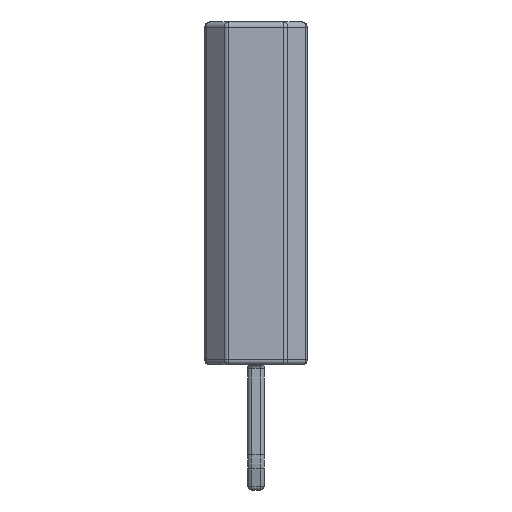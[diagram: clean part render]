
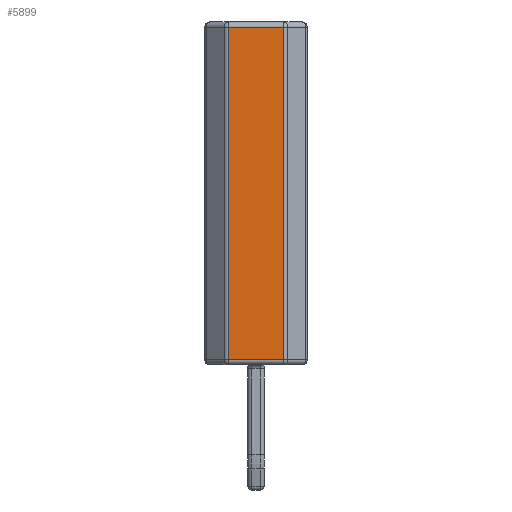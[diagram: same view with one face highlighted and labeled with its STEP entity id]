
A CAD part, left-side view. The second image highlights one B-rep face of the part: STEP entity #5899.
In plain terms, the highlighted planar face has unit normal (-1, 0, 0).
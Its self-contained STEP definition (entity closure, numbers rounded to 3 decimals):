
#5241 = CYLINDRICAL_SURFACE('',#5242,0.125);
#5242 = AXIS2_PLACEMENT_3D('',#5243,#5244,#5245);
#5243 = CARTESIAN_POINT('',(-1.145,0.692,0.));
#5244 = DIRECTION('',(0.,0.,1.));
#5245 = DIRECTION('',(-0.707,0.707,0.));
#5346 = VERTEX_POINT('',#5347);
#5347 = CARTESIAN_POINT('',(-1.27,0.692,0.125));
#5374 = EDGE_CURVE('',#5346,#5375,#5377,.T.);
#5375 = VERTEX_POINT('',#5376);
#5376 = CARTESIAN_POINT('',(-1.27,0.692,8.375));
#5377 = SURFACE_CURVE('',#5378,(#5382,#5389),.PCURVE_S1.);
#5378 = LINE('',#5379,#5380);
#5379 = CARTESIAN_POINT('',(-1.27,0.692,0.));
#5380 = VECTOR('',#5381,1.);
#5381 = DIRECTION('',(0.,0.,1.));
#5382 = PCURVE('',#5241,#5383);
#5383 = DEFINITIONAL_REPRESENTATION('',(#5384),#5388);
#5384 = LINE('',#5385,#5386);
#5385 = CARTESIAN_POINT('',(0.785,0.));
#5386 = VECTOR('',#5387,1.);
#5387 = DIRECTION('',(0.,1.));
#5388 = ( GEOMETRIC_REPRESENTATION_CONTEXT(2) 
PARAMETRIC_REPRESENTATION_CONTEXT() REPRESENTATION_CONTEXT('2D SPACE',''
  ) );
#5389 = PCURVE('',#5390,#5395);
#5390 = PLANE('',#5391);
#5391 = AXIS2_PLACEMENT_3D('',#5392,#5393,#5394);
#5392 = CARTESIAN_POINT('',(-1.27,-0.744,0.));
#5393 = DIRECTION('',(-1.,0.,0.));
#5394 = DIRECTION('',(0.,1.,0.));
#5395 = DEFINITIONAL_REPRESENTATION('',(#5396),#5400);
#5396 = LINE('',#5397,#5398);
#5397 = CARTESIAN_POINT('',(1.436,0.));
#5398 = VECTOR('',#5399,1.);
#5399 = DIRECTION('',(0.,-1.));
#5400 = ( GEOMETRIC_REPRESENTATION_CONTEXT(2) 
PARAMETRIC_REPRESENTATION_CONTEXT() REPRESENTATION_CONTEXT('2D SPACE',''
  ) );
#5604 = CYLINDRICAL_SURFACE('',#5605,0.125);
#5605 = AXIS2_PLACEMENT_3D('',#5606,#5607,#5608);
#5606 = CARTESIAN_POINT('',(-1.145,-0.744,8.375));
#5607 = DIRECTION('',(0.,1.,0.));
#5608 = DIRECTION('',(-1.,0.,0.));
#5886 = CYLINDRICAL_SURFACE('',#5887,0.125);
#5887 = AXIS2_PLACEMENT_3D('',#5888,#5889,#5890);
#5888 = CARTESIAN_POINT('',(-1.145,-0.744,0.125));
#5889 = DIRECTION('',(0.,1.,0.));
#5890 = DIRECTION('',(-1.,0.,0.));
#5899 = ADVANCED_FACE('',(#5900),#5390,.T.);
#5900 = FACE_BOUND('',#5901,.T.);
#5901 = EDGE_LOOP('',(#5902,#5925,#5926,#5949));
#5902 = ORIENTED_EDGE('',*,*,#5903,.T.);
#5903 = EDGE_CURVE('',#5904,#5375,#5906,.T.);
#5904 = VERTEX_POINT('',#5905);
#5905 = CARTESIAN_POINT('',(-1.27,-0.692,8.375));
#5906 = SURFACE_CURVE('',#5907,(#5911,#5918),.PCURVE_S1.);
#5907 = LINE('',#5908,#5909);
#5908 = CARTESIAN_POINT('',(-1.27,-0.744,8.375));
#5909 = VECTOR('',#5910,1.);
#5910 = DIRECTION('',(0.,1.,0.));
#5911 = PCURVE('',#5390,#5912);
#5912 = DEFINITIONAL_REPRESENTATION('',(#5913),#5917);
#5913 = LINE('',#5914,#5915);
#5914 = CARTESIAN_POINT('',(0.,-8.375));
#5915 = VECTOR('',#5916,1.);
#5916 = DIRECTION('',(1.,0.));
#5917 = ( GEOMETRIC_REPRESENTATION_CONTEXT(2) 
PARAMETRIC_REPRESENTATION_CONTEXT() REPRESENTATION_CONTEXT('2D SPACE',''
  ) );
#5918 = PCURVE('',#5604,#5919);
#5919 = DEFINITIONAL_REPRESENTATION('',(#5920),#5924);
#5920 = LINE('',#5921,#5922);
#5921 = CARTESIAN_POINT('',(0.,0.));
#5922 = VECTOR('',#5923,1.);
#5923 = DIRECTION('',(0.,1.));
#5924 = ( GEOMETRIC_REPRESENTATION_CONTEXT(2) 
PARAMETRIC_REPRESENTATION_CONTEXT() REPRESENTATION_CONTEXT('2D SPACE',''
  ) );
#5925 = ORIENTED_EDGE('',*,*,#5374,.F.);
#5926 = ORIENTED_EDGE('',*,*,#5927,.F.);
#5927 = EDGE_CURVE('',#5928,#5346,#5930,.T.);
#5928 = VERTEX_POINT('',#5929);
#5929 = CARTESIAN_POINT('',(-1.27,-0.692,0.125));
#5930 = SURFACE_CURVE('',#5931,(#5935,#5942),.PCURVE_S1.);
#5931 = LINE('',#5932,#5933);
#5932 = CARTESIAN_POINT('',(-1.27,-0.744,0.125));
#5933 = VECTOR('',#5934,1.);
#5934 = DIRECTION('',(0.,1.,0.));
#5935 = PCURVE('',#5390,#5936);
#5936 = DEFINITIONAL_REPRESENTATION('',(#5937),#5941);
#5937 = LINE('',#5938,#5939);
#5938 = CARTESIAN_POINT('',(0.,-0.125));
#5939 = VECTOR('',#5940,1.);
#5940 = DIRECTION('',(1.,0.));
#5941 = ( GEOMETRIC_REPRESENTATION_CONTEXT(2) 
PARAMETRIC_REPRESENTATION_CONTEXT() REPRESENTATION_CONTEXT('2D SPACE',''
  ) );
#5942 = PCURVE('',#5886,#5943);
#5943 = DEFINITIONAL_REPRESENTATION('',(#5944),#5948);
#5944 = LINE('',#5945,#5946);
#5945 = CARTESIAN_POINT('',(-0.,0.));
#5946 = VECTOR('',#5947,1.);
#5947 = DIRECTION('',(-0.,1.));
#5948 = ( GEOMETRIC_REPRESENTATION_CONTEXT(2) 
PARAMETRIC_REPRESENTATION_CONTEXT() REPRESENTATION_CONTEXT('2D SPACE',''
  ) );
#5949 = ORIENTED_EDGE('',*,*,#5950,.T.);
#5950 = EDGE_CURVE('',#5928,#5904,#5951,.T.);
#5951 = SURFACE_CURVE('',#5952,(#5956,#5963),.PCURVE_S1.);
#5952 = LINE('',#5953,#5954);
#5953 = CARTESIAN_POINT('',(-1.27,-0.692,0.));
#5954 = VECTOR('',#5955,1.);
#5955 = DIRECTION('',(0.,0.,1.));
#5956 = PCURVE('',#5390,#5957);
#5957 = DEFINITIONAL_REPRESENTATION('',(#5958),#5962);
#5958 = LINE('',#5959,#5960);
#5959 = CARTESIAN_POINT('',(0.052,0.));
#5960 = VECTOR('',#5961,1.);
#5961 = DIRECTION('',(0.,-1.));
#5962 = ( GEOMETRIC_REPRESENTATION_CONTEXT(2) 
PARAMETRIC_REPRESENTATION_CONTEXT() REPRESENTATION_CONTEXT('2D SPACE',''
  ) );
#5963 = PCURVE('',#5964,#5969);
#5964 = CYLINDRICAL_SURFACE('',#5965,0.125);
#5965 = AXIS2_PLACEMENT_3D('',#5966,#5967,#5968);
#5966 = CARTESIAN_POINT('',(-1.145,-0.692,0.));
#5967 = DIRECTION('',(0.,0.,1.));
#5968 = DIRECTION('',(-1.,0.,0.));
#5969 = DEFINITIONAL_REPRESENTATION('',(#5970),#5974);
#5970 = LINE('',#5971,#5972);
#5971 = CARTESIAN_POINT('',(0.,0.));
#5972 = VECTOR('',#5973,1.);
#5973 = DIRECTION('',(0.,1.));
#5974 = ( GEOMETRIC_REPRESENTATION_CONTEXT(2) 
PARAMETRIC_REPRESENTATION_CONTEXT() REPRESENTATION_CONTEXT('2D SPACE',''
  ) );
